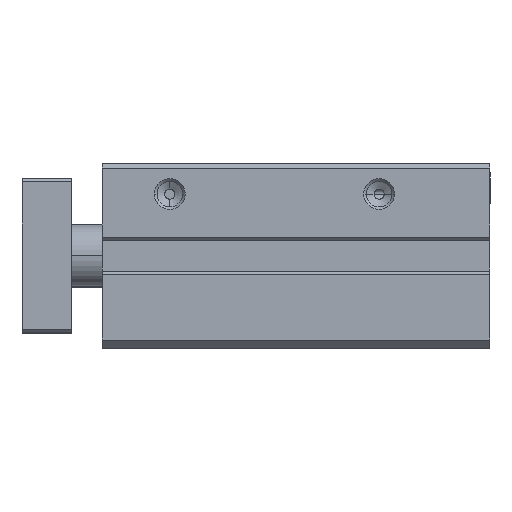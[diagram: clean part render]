
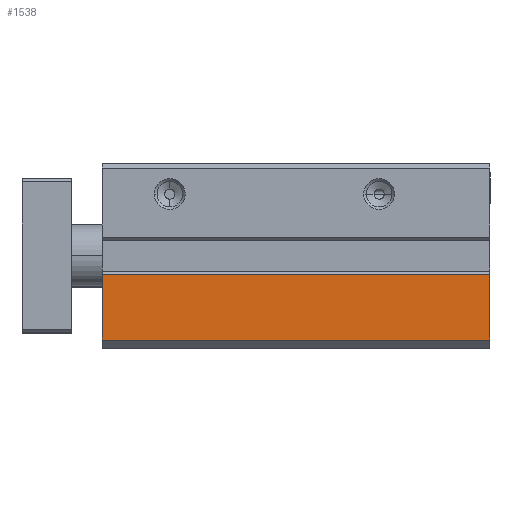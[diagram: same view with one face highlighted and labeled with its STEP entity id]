
A CAD part, top view. The second image highlights one B-rep face of the part: STEP entity #1538.
In plain terms, the highlighted planar face has unit normal (0, 0, 1).
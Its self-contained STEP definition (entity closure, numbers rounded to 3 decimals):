
#37 = EDGE_CURVE ( 'NONE', #2878, #1545, #10565, .T. ) ;
#90 = DIRECTION ( 'NONE',  ( -1., 0., 0. ) ) ;
#898 = DIRECTION ( 'NONE',  ( 1., 0., 0. ) ) ;
#1020 = VERTEX_POINT ( 'NONE', #10026 ) ;
#1381 = DIRECTION ( 'NONE',  ( 1., 0., 0. ) ) ;
#1538 = ADVANCED_FACE ( 'NONE', ( #8523 ), #2691, .T. ) ;
#1545 = VERTEX_POINT ( 'NONE', #2877 ) ;
#1701 = VECTOR ( 'NONE', #7363, 1000. ) ;
#1740 = EDGE_LOOP ( 'NONE', ( #10889, #11569, #11357, #1786 ) ) ;
#1755 = EDGE_CURVE ( 'NONE', #1020, #7502, #4354, .T. ) ;
#1786 = ORIENTED_EDGE ( 'NONE', *, *, #7883, .T. ) ;
#1988 = DIRECTION ( 'NONE',  ( 0., -1., 0. ) ) ;
#2212 = CARTESIAN_POINT ( 'NONE',  ( 0., -13.7, 32. ) ) ;
#2349 = CARTESIAN_POINT ( 'NONE',  ( 0., -13.7, 32. ) ) ;
#2691 = PLANE ( 'NONE',  #5790 ) ;
#2877 = CARTESIAN_POINT ( 'NONE',  ( 63., -13.7, 32. ) ) ;
#2878 = VERTEX_POINT ( 'NONE', #9743 ) ;
#4354 = LINE ( 'NONE', #11189, #1701 ) ;
#5711 = DIRECTION ( 'NONE',  ( 0., 0., 1. ) ) ;
#5790 = AXIS2_PLACEMENT_3D ( 'NONE', #6733, #5711, #898 ) ;
#5855 = CARTESIAN_POINT ( 'NONE',  ( 63., 0., 32. ) ) ;
#6064 = VECTOR ( 'NONE', #90, 1000. ) ;
#6733 = CARTESIAN_POINT ( 'NONE',  ( 0., -13.7, 32. ) ) ;
#6892 = LINE ( 'NONE', #8857, #6064 ) ;
#6943 = VECTOR ( 'NONE', #1988, 1000. ) ;
#7363 = DIRECTION ( 'NONE',  ( 0., -1., 0. ) ) ;
#7502 = VERTEX_POINT ( 'NONE', #2349 ) ;
#7883 = EDGE_CURVE ( 'NONE', #2878, #1020, #6892, .T. ) ;
#8523 = FACE_OUTER_BOUND ( 'NONE', #1740, .T. ) ;
#8857 = CARTESIAN_POINT ( 'NONE',  ( 0., -3., 32. ) ) ;
#9743 = CARTESIAN_POINT ( 'NONE',  ( 63., -3., 32. ) ) ;
#9864 = VECTOR ( 'NONE', #1381, 1000. ) ;
#10026 = CARTESIAN_POINT ( 'NONE',  ( 0., -3., 32. ) ) ;
#10149 = LINE ( 'NONE', #2212, #9864 ) ;
#10565 = LINE ( 'NONE', #5855, #6943 ) ;
#10889 = ORIENTED_EDGE ( 'NONE', *, *, #1755, .T. ) ;
#11189 = CARTESIAN_POINT ( 'NONE',  ( 0., -13.7, 32. ) ) ;
#11357 = ORIENTED_EDGE ( 'NONE', *, *, #37, .F. ) ;
#11569 = ORIENTED_EDGE ( 'NONE', *, *, #12323, .T. ) ;
#12323 = EDGE_CURVE ( 'NONE', #7502, #1545, #10149, .T. ) ;
